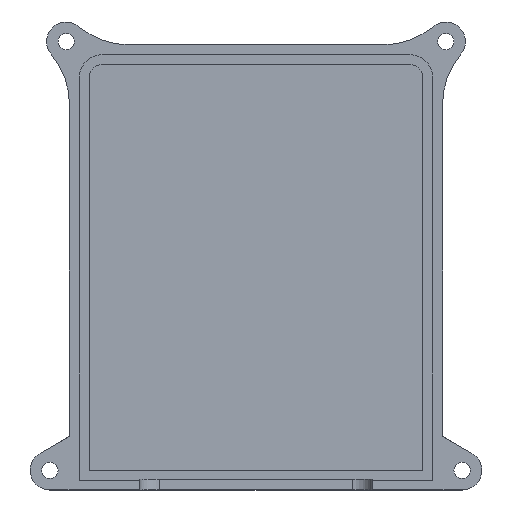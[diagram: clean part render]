
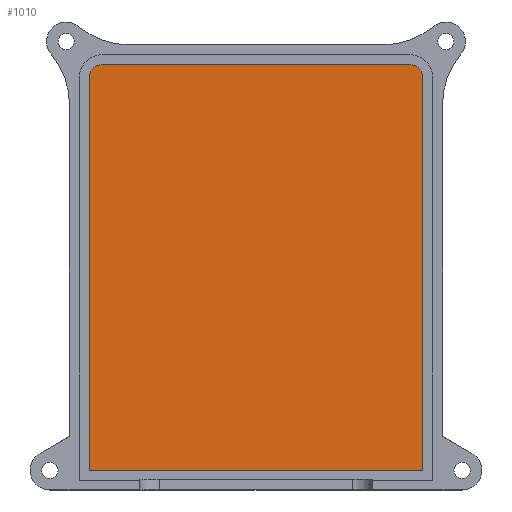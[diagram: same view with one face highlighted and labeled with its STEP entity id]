
A CAD part, top view. The second image highlights one B-rep face of the part: STEP entity #1010.
In plain terms, the highlighted planar face has unit normal (0, 0, 1).
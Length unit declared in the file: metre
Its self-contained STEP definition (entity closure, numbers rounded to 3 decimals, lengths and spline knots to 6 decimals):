
#114=LINE('',#1660,#201);
#117=LINE('',#1666,#204);
#120=LINE('',#1674,#207);
#128=LINE('',#1693,#215);
#201=VECTOR('',#1334,1.);
#204=VECTOR('',#1339,1.);
#207=VECTOR('',#1348,1.);
#215=VECTOR('',#1374,1.);
#402=ORIENTED_EDGE('',*,*,#615,.T.);
#403=ORIENTED_EDGE('',*,*,#613,.F.);
#404=ORIENTED_EDGE('',*,*,#611,.T.);
#405=ORIENTED_EDGE('',*,*,#609,.F.);
#406=ORIENTED_EDGE('',*,*,#606,.F.);
#407=ORIENTED_EDGE('',*,*,#622,.T.);
#606=EDGE_CURVE('',#727,#728,#114,.T.);
#609=EDGE_CURVE('',#728,#729,#117,.T.);
#611=EDGE_CURVE('',#730,#729,#781,.T.);
#613=EDGE_CURVE('',#730,#731,#120,.T.);
#615=EDGE_CURVE('',#732,#731,#782,.T.);
#622=EDGE_CURVE('',#727,#732,#128,.T.);
#727=VERTEX_POINT('',#1661);
#728=VERTEX_POINT('',#1662);
#729=VERTEX_POINT('',#1667);
#730=VERTEX_POINT('',#1671);
#731=VERTEX_POINT('',#1675);
#732=VERTEX_POINT('',#1679);
#781=CIRCLE('',#1108,0.002);
#782=CIRCLE('',#1111,0.002);
#837=EDGE_LOOP('',(#402,#403,#404,#405,#406,#407));
#914=FACE_BOUND('',#837,.T.);
#972=PLANE('',#1119);
#1010=ADVANCED_FACE('',(#914),#972,.T.);
#1108=AXIS2_PLACEMENT_3D('',#1670,#1343,#1344);
#1111=AXIS2_PLACEMENT_3D('',#1678,#1352,#1353);
#1119=AXIS2_PLACEMENT_3D('',#1694,#1375,#1376);
#1334=DIRECTION('',(-1.,0.,0.));
#1339=DIRECTION('',(0.,1.,0.));
#1343=DIRECTION('',(0.,0.,1.));
#1344=DIRECTION('',(1.,0.,0.));
#1348=DIRECTION('',(1.,0.,0.));
#1352=DIRECTION('',(0.,0.,1.));
#1353=DIRECTION('',(1.,0.,0.));
#1374=DIRECTION('',(0.,1.,0.));
#1375=DIRECTION('',(0.,0.,1.));
#1376=DIRECTION('',(1.,0.,0.));
#1660=CARTESIAN_POINT('',(0.0285,0.003,0.002));
#1661=CARTESIAN_POINT('',(0.054,0.003,0.002));
#1662=CARTESIAN_POINT('',(0.003,0.003,0.002));
#1666=CARTESIAN_POINT('',(0.003,0.033,0.002));
#1667=CARTESIAN_POINT('',(0.003,0.063,0.002));
#1670=CARTESIAN_POINT('',(0.005,0.063,0.002));
#1671=CARTESIAN_POINT('',(0.005,0.065,0.002));
#1674=CARTESIAN_POINT('',(0.0285,0.065,0.002));
#1675=CARTESIAN_POINT('',(0.052,0.065,0.002));
#1678=CARTESIAN_POINT('',(0.052,0.063,0.002));
#1679=CARTESIAN_POINT('',(0.054,0.063,0.002));
#1693=CARTESIAN_POINT('',(0.054,0.033,0.002));
#1694=CARTESIAN_POINT('',(0.0285,0.034,0.002));
